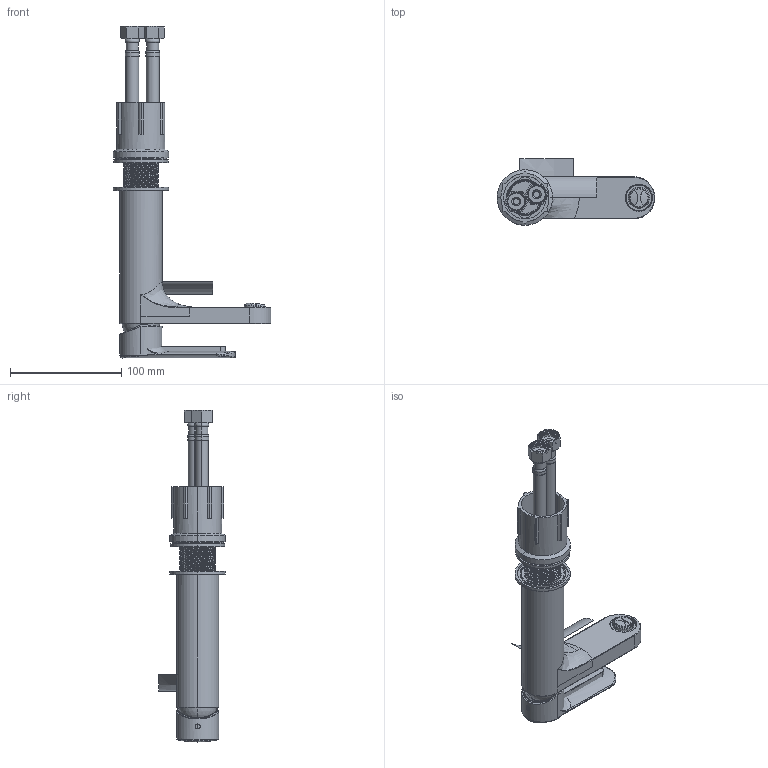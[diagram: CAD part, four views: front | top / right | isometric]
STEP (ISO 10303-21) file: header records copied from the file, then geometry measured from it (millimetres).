
FILE_DESCRIPTION((''),'2;1');
FILE_NAME('BASIC-00_ASM','2023-09-11T13:43:14',('Administrator'),(''),'CREO PARAMETRIC BY PTC INC, 2019010','CREO PARAMETRIC BY PTC INC, 2019010','');
FILE_SCHEMA(('AUTOMOTIVE_DESIGN { 1 0 10303 214 1 1 1 1 }'));
Products named in the file (29): 2H1032B_54; ADMI69ACA33CF9WE_1_1; ADMI69ACA33CF9WE_2_1; ADMI69ACA33CF9WE_3_1; ADMI69ACA33CF9WE_4_1; ADMI69ACA33CF9WE_5_1; ADMI69ACA33CF9WE_6_1; ADMI69ACA33CF9WE_7_1; ADMI69ACA33CF9WE_8_1; ADMI69ACA33CF9WE_9_1; ADMI69ACA33CF9WE_ASM_1_ASM; 3FX108E_ASM_38_ASM; 3WZ053A_12; 3JT399B_38; 3ZS180M_76; 1H103201_ASM_132_ASM; 719201; 719203; 719202; 719204; RUANGUAN-Q; 719200RUANGUAN_ASM; PRT0001_1; BS-01; BS-02; 910301; 910302; 910300_ASM; BASIC-00_ASM
Assembly tree (29 placements, depth 5):
  BASIC-00_ASM
    1H103201_ASM_132_ASM
      2H1032B_54
      3FX108E_ASM_38_ASM
        ADMI69ACA33CF9WE_ASM_1_ASM
          ADMI69ACA33CF9WE_1_1
          ADMI69ACA33CF9WE_2_1
          ADMI69ACA33CF9WE_3_1
          ADMI69ACA33CF9WE_4_1
          ADMI69ACA33CF9WE_5_1
          ADMI69ACA33CF9WE_6_1
          ADMI69ACA33CF9WE_7_1
          ADMI69ACA33CF9WE_8_1
          ADMI69ACA33CF9WE_9_1
      3WZ053A_12
      3JT399B_38
      3ZS180M_76
    719200RUANGUAN_ASM
      719201
      719203
      719202
      719204
      RUANGUAN-Q  x2
    PRT0001_1
    BS-01
    BS-02
    910300_ASM
      910301
      910302
Bounding box: 142 x 60.22 x 298.85 mm (x, y, z)
Volume: 162401.6 mm3; surface area: 167072 mm2
Topology: 25 solids, 43 shells, 2005 faces, 5515 edges, 3605 vertices
Faces by surface type: cylinder 836, plane 600, torus 191, cone 186, bspline 165, sphere 22, extrusion 5
Entity records: 114092 total; most frequent: CARTESIAN_POINT 46654, DIRECTION 11381, ORIENTED_EDGE 10584, EDGE_CURVE 5322, AXIS2_PLACEMENT_3D 4609, VERTEX_POINT 3470, PRESENTATION_STYLE_ASSIGNMENT 3158, STYLED_ITEM 3147
